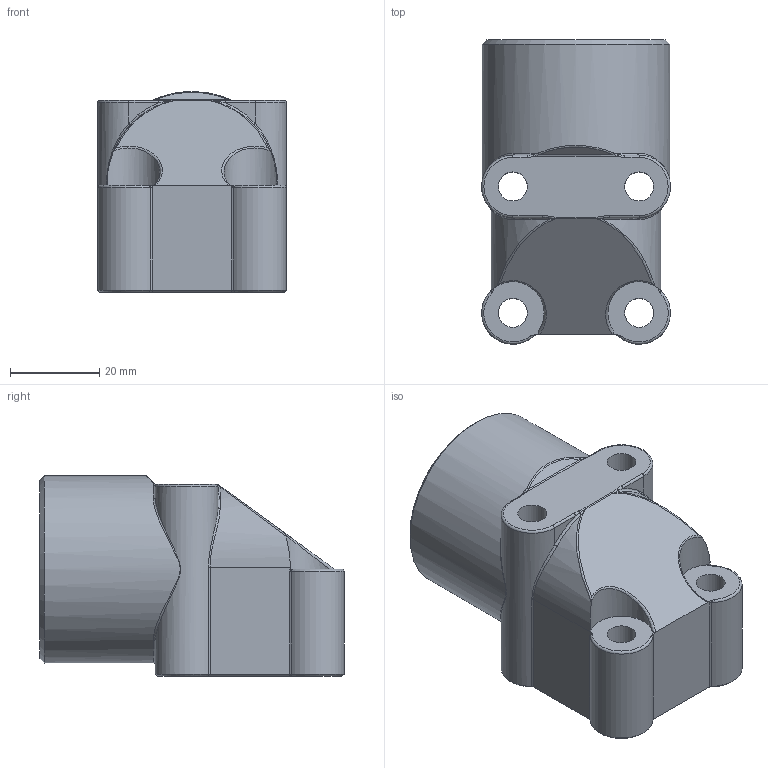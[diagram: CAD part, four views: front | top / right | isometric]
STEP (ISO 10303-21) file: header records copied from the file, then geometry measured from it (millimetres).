
FILE_DESCRIPTION(/* description */ ('Unknown'),/* implementation_level */ '2;1');
FILE_NAME(/* name */ 'AF.01650-001',/* time_stamp */ '2023-07-24T09:47:07+02:00',/* author */ ('Unknown'),/* organization */ ('Unknown'),/* preprocessor_version */ 'ST-DEVELOPER v18.102',/* originating_system */ 'Solid Edge',/* authorisation */ 'Unknown');
FILE_SCHEMA (('AUTOMOTIVE_DESIGN {1 0 10303 214 3 1 1}'));
Length unit declared in the file: millimetre
Products named in the file (2): AF; RB034-40
Assembly tree (1 placements, depth 2):
  AF
    RB034-40
Bounding box: 42.28 x 68.12 x 45 mm (x, y, z)
Volume: 67827.3 mm3; surface area: 18772.9 mm2
Topology: 1 solids, 1 shells, 99 faces, 238 edges, 143 vertices
Faces by surface type: cylinder 30, bspline 21, plane 21, torus 15, cone 12
Full cylindrical faces by diameter (mm): 6.5 x4, 16 x2, 21 x1, 24.5 x1, 27 x1, 42 x1
Entity records: 4273 total; most frequent: CARTESIAN_POINT 2150, ORIENTED_EDGE 434, DIRECTION 403, EDGE_CURVE 217, AXIS2_PLACEMENT_3D 174, VERTEX_POINT 138, EDGE_LOOP 127, FACE_BOUND 127
